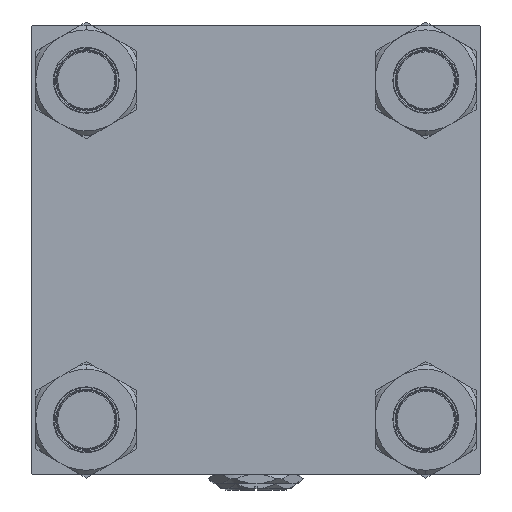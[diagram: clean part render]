
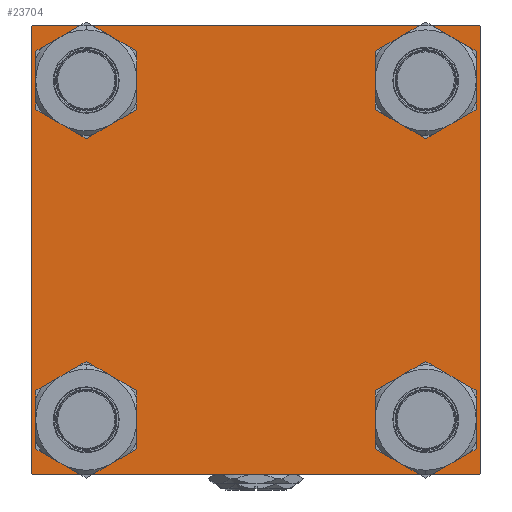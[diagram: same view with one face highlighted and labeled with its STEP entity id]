
A CAD part, left-side view. The second image highlights one B-rep face of the part: STEP entity #23704.
In plain terms, the highlighted planar face has unit normal (-1, 0, 0).
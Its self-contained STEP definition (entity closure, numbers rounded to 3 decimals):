
#375 = CARTESIAN_POINT ( 'NONE',  ( 0., 77.45, 63.45 ) ) ;
#1321 = VERTEX_POINT ( 'NONE', #11919 ) ;
#1376 = FACE_BOUND ( 'NONE', #27079, .T. ) ;
#1610 = ORIENTED_EDGE ( 'NONE', *, *, #23369, .F. ) ;
#2516 = DIRECTION ( 'NONE',  ( 0., 0.707, -0.707 ) ) ;
#3652 = VECTOR ( 'NONE', #2516, 1000. ) ;
#4682 = CARTESIAN_POINT ( 'NONE',  ( 0., 102.25, -102.25 ) ) ;
#5221 = CIRCLE ( 'NONE', #12056, 14. ) ;
#5607 = DIRECTION ( 'NONE',  ( 1., 0., 0. ) ) ;
#5632 = CIRCLE ( 'NONE', #26975, 14. ) ;
#5864 = DIRECTION ( 'NONE',  ( 0., 0., 1. ) ) ;
#5919 = VECTOR ( 'NONE', #20979, 1000. ) ;
#6842 = DIRECTION ( 'NONE',  ( 0., 0., 1. ) ) ;
#6892 = DIRECTION ( 'NONE',  ( 0., -1., 0. ) ) ;
#6939 = ORIENTED_EDGE ( 'NONE', *, *, #11969, .T. ) ;
#6955 = CIRCLE ( 'NONE', #12132, 14. ) ;
#7074 = CARTESIAN_POINT ( 'NONE',  ( 0., 102., -102.5 ) ) ;
#7597 = DIRECTION ( 'NONE',  ( 1., 0., 0. ) ) ;
#9908 = VECTOR ( 'NONE', #17483, 1000. ) ;
#10435 = CARTESIAN_POINT ( 'NONE',  ( 0., 77.45, -77.45 ) ) ;
#10651 = CARTESIAN_POINT ( 'NONE',  ( 0., 102.5, -102. ) ) ;
#11919 = CARTESIAN_POINT ( 'NONE',  ( 0., -77.45, 63.45 ) ) ;
#11969 = EDGE_CURVE ( 'NONE', #33132, #26656, #26087, .T. ) ;
#12056 = AXIS2_PLACEMENT_3D ( 'NONE', #44881, #20456, #42374 ) ;
#12132 = AXIS2_PLACEMENT_3D ( 'NONE', #39577, #19192, #15994 ) ;
#12427 = EDGE_LOOP ( 'NONE', ( #39949, #52242 ) ) ;
#13754 = LINE ( 'NONE', #30879, #3652 ) ;
#14293 = EDGE_CURVE ( 'NONE', #52495, #34582, #6955, .T. ) ;
#14445 = CARTESIAN_POINT ( 'NONE',  ( 0., 77.45, -63.45 ) ) ;
#14467 = ORIENTED_EDGE ( 'NONE', *, *, #42010, .T. ) ;
#14539 = VERTEX_POINT ( 'NONE', #44614 ) ;
#15543 = CARTESIAN_POINT ( 'NONE',  ( 0., 77.45, 91.45 ) ) ;
#15994 = DIRECTION ( 'NONE',  ( 0., 0., 1. ) ) ;
#16066 = CARTESIAN_POINT ( 'NONE',  ( 0., 77.45, -91.45 ) ) ;
#16183 = EDGE_LOOP ( 'NONE', ( #23553, #17577, #47797, #36279, #1610, #49081, #52732, #20243 ) ) ;
#16333 = VERTEX_POINT ( 'NONE', #32758 ) ;
#17178 = VERTEX_POINT ( 'NONE', #34045 ) ;
#17280 = LINE ( 'NONE', #25565, #30722 ) ;
#17414 = PLANE ( 'NONE',  #44878 ) ;
#17483 = DIRECTION ( 'NONE',  ( 0., 0., -1. ) ) ;
#17577 = ORIENTED_EDGE ( 'NONE', *, *, #39000, .T. ) ;
#17704 = VERTEX_POINT ( 'NONE', #45676 ) ;
#17778 = DIRECTION ( 'NONE',  ( 0., 0., -1. ) ) ;
#17944 = DIRECTION ( 'NONE',  ( 0., 0., 1. ) ) ;
#18093 = DIRECTION ( 'NONE',  ( 1., 0., 0. ) ) ;
#18559 = VECTOR ( 'NONE', #52828, 1000. ) ;
#19192 = DIRECTION ( 'NONE',  ( 1., 0., 0. ) ) ;
#20084 = AXIS2_PLACEMENT_3D ( 'NONE', #10435, #52206, #26758 ) ;
#20179 = VERTEX_POINT ( 'NONE', #24044 ) ;
#20243 = ORIENTED_EDGE ( 'NONE', *, *, #51162, .T. ) ;
#20456 = DIRECTION ( 'NONE',  ( 1., 0., 0. ) ) ;
#20979 = DIRECTION ( 'NONE',  ( 0., -0.707, -0.707 ) ) ;
#21406 = DIRECTION ( 'NONE',  ( -1., 0., 0. ) ) ;
#21784 = CARTESIAN_POINT ( 'NONE',  ( 0., 102.5, 102.5 ) ) ;
#22196 = FACE_BOUND ( 'NONE', #26912, .T. ) ;
#23223 = VERTEX_POINT ( 'NONE', #7074 ) ;
#23224 = VERTEX_POINT ( 'NONE', #23381 ) ;
#23369 = EDGE_CURVE ( 'NONE', #17178, #20179, #26035, .T. ) ;
#23381 = CARTESIAN_POINT ( 'NONE',  ( 0., -77.45, 91.45 ) ) ;
#23553 = ORIENTED_EDGE ( 'NONE', *, *, #51882, .T. ) ;
#23556 = CIRCLE ( 'NONE', #27860, 14. ) ;
#23577 = EDGE_CURVE ( 'NONE', #23224, #1321, #5632, .T. ) ;
#23704 = ADVANCED_FACE ( 'NONE', ( #34283, #22196, #1376, #29482, #50647 ), #17414, .T. ) ;
#23904 = CARTESIAN_POINT ( 'NONE',  ( 0., -77.45, -77.45 ) ) ;
#24044 = CARTESIAN_POINT ( 'NONE',  ( 0., -102.5, -102. ) ) ;
#25073 = VECTOR ( 'NONE', #17778, 1000. ) ;
#25345 = VERTEX_POINT ( 'NONE', #30323 ) ;
#25526 = LINE ( 'NONE', #4682, #5919 ) ;
#25565 = CARTESIAN_POINT ( 'NONE',  ( 0., -102.25, -102.25 ) ) ;
#25632 = DIRECTION ( 'NONE',  ( 0., 0., 1. ) ) ;
#25685 = CIRCLE ( 'NONE', #32554, 14. ) ;
#26035 = LINE ( 'NONE', #46951, #9908 ) ;
#26087 = CIRCLE ( 'NONE', #32952, 14. ) ;
#26616 = EDGE_CURVE ( 'NONE', #26656, #33132, #45787, .T. ) ;
#26656 = VERTEX_POINT ( 'NONE', #14445 ) ;
#26758 = DIRECTION ( 'NONE',  ( 0., 0., 1. ) ) ;
#26912 = EDGE_LOOP ( 'NONE', ( #14467, #37391 ) ) ;
#26975 = AXIS2_PLACEMENT_3D ( 'NONE', #51765, #43719, #39694 ) ;
#27079 = EDGE_LOOP ( 'NONE', ( #42461, #6939 ) ) ;
#27286 = CARTESIAN_POINT ( 'NONE',  ( 0., -77.45, -91.45 ) ) ;
#27860 = AXIS2_PLACEMENT_3D ( 'NONE', #34780, #5607, #5864 ) ;
#28019 = EDGE_CURVE ( 'NONE', #1321, #23224, #23556, .T. ) ;
#29482 = FACE_BOUND ( 'NONE', #12427, .T. ) ;
#29878 = LINE ( 'NONE', #46512, #42043 ) ;
#30006 = CARTESIAN_POINT ( 'NONE',  ( 0., -77.45, -63.45 ) ) ;
#30323 = CARTESIAN_POINT ( 'NONE',  ( 0., 102.5, 102. ) ) ;
#30722 = VECTOR ( 'NONE', #49988, 1000. ) ;
#30879 = CARTESIAN_POINT ( 'NONE',  ( 0., 102.25, 102.25 ) ) ;
#31007 = VERTEX_POINT ( 'NONE', #30006 ) ;
#31267 = LINE ( 'NONE', #35552, #44576 ) ;
#31944 = EDGE_CURVE ( 'NONE', #17704, #14539, #40512, .T. ) ;
#32554 = AXIS2_PLACEMENT_3D ( 'NONE', #23904, #7597, #40286 ) ;
#32758 = CARTESIAN_POINT ( 'NONE',  ( 0., -102., -102.5 ) ) ;
#32952 = AXIS2_PLACEMENT_3D ( 'NONE', #47347, #51361, #25632 ) ;
#33132 = VERTEX_POINT ( 'NONE', #16066 ) ;
#34045 = CARTESIAN_POINT ( 'NONE',  ( 0., -102.5, 102. ) ) ;
#34283 = FACE_BOUND ( 'NONE', #35368, .T. ) ;
#34582 = VERTEX_POINT ( 'NONE', #375 ) ;
#34780 = CARTESIAN_POINT ( 'NONE',  ( 0., -77.45, 77.45 ) ) ;
#35276 = EDGE_CURVE ( 'NONE', #16333, #20179, #17280, .T. ) ;
#35368 = EDGE_LOOP ( 'NONE', ( #39153, #36218 ) ) ;
#35552 = CARTESIAN_POINT ( 'NONE',  ( 0., 102.5, -102.5 ) ) ;
#36218 = ORIENTED_EDGE ( 'NONE', *, *, #28019, .T. ) ;
#36279 = ORIENTED_EDGE ( 'NONE', *, *, #35276, .T. ) ;
#37103 = LINE ( 'NONE', #21784, #25073 ) ;
#37391 = ORIENTED_EDGE ( 'NONE', *, *, #50882, .T. ) ;
#37782 = CARTESIAN_POINT ( 'NONE',  ( 0., 0., 0. ) ) ;
#39000 = EDGE_CURVE ( 'NONE', #48449, #23223, #25526, .T. ) ;
#39153 = ORIENTED_EDGE ( 'NONE', *, *, #23577, .T. ) ;
#39577 = CARTESIAN_POINT ( 'NONE',  ( 0., 77.45, 77.45 ) ) ;
#39694 = DIRECTION ( 'NONE',  ( 0., 0., 1. ) ) ;
#39949 = ORIENTED_EDGE ( 'NONE', *, *, #14293, .T. ) ;
#40286 = DIRECTION ( 'NONE',  ( 0., 0., 1. ) ) ;
#40512 = LINE ( 'NONE', #44805, #18559 ) ;
#42010 = EDGE_CURVE ( 'NONE', #31007, #47334, #25685, .T. ) ;
#42043 = VECTOR ( 'NONE', #46237, 1000. ) ;
#42374 = DIRECTION ( 'NONE',  ( 0., 0., 1. ) ) ;
#42461 = ORIENTED_EDGE ( 'NONE', *, *, #26616, .T. ) ;
#43719 = DIRECTION ( 'NONE',  ( 1., 0., 0. ) ) ;
#43870 = CIRCLE ( 'NONE', #45565, 14. ) ;
#44576 = VECTOR ( 'NONE', #6892, 1000. ) ;
#44614 = CARTESIAN_POINT ( 'NONE',  ( 0., -102., 102.5 ) ) ;
#44805 = CARTESIAN_POINT ( 'NONE',  ( 0., 102.5, 102.5 ) ) ;
#44878 = AXIS2_PLACEMENT_3D ( 'NONE', #37782, #21406, #17944 ) ;
#44881 = CARTESIAN_POINT ( 'NONE',  ( 0., 77.45, 77.45 ) ) ;
#45565 = AXIS2_PLACEMENT_3D ( 'NONE', #47571, #18093, #6842 ) ;
#45676 = CARTESIAN_POINT ( 'NONE',  ( 0., 102., 102.5 ) ) ;
#45787 = CIRCLE ( 'NONE', #20084, 14. ) ;
#46237 = DIRECTION ( 'NONE',  ( 0., 0.707, 0.707 ) ) ;
#46495 = EDGE_CURVE ( 'NONE', #23223, #16333, #31267, .T. ) ;
#46512 = CARTESIAN_POINT ( 'NONE',  ( 0., -102.25, 102.25 ) ) ;
#46951 = CARTESIAN_POINT ( 'NONE',  ( 0., -102.5, 102.5 ) ) ;
#47029 = EDGE_CURVE ( 'NONE', #34582, #52495, #5221, .T. ) ;
#47334 = VERTEX_POINT ( 'NONE', #27286 ) ;
#47347 = CARTESIAN_POINT ( 'NONE',  ( 0., 77.45, -77.45 ) ) ;
#47571 = CARTESIAN_POINT ( 'NONE',  ( 0., -77.45, -77.45 ) ) ;
#47797 = ORIENTED_EDGE ( 'NONE', *, *, #46495, .T. ) ;
#47860 = EDGE_CURVE ( 'NONE', #17178, #14539, #29878, .T. ) ;
#48449 = VERTEX_POINT ( 'NONE', #10651 ) ;
#49081 = ORIENTED_EDGE ( 'NONE', *, *, #47860, .T. ) ;
#49988 = DIRECTION ( 'NONE',  ( 0., -0.707, 0.707 ) ) ;
#50647 = FACE_OUTER_BOUND ( 'NONE', #16183, .T. ) ;
#50882 = EDGE_CURVE ( 'NONE', #47334, #31007, #43870, .T. ) ;
#51162 = EDGE_CURVE ( 'NONE', #17704, #25345, #13754, .T. ) ;
#51361 = DIRECTION ( 'NONE',  ( 1., 0., 0. ) ) ;
#51765 = CARTESIAN_POINT ( 'NONE',  ( 0., -77.45, 77.45 ) ) ;
#51882 = EDGE_CURVE ( 'NONE', #25345, #48449, #37103, .T. ) ;
#52206 = DIRECTION ( 'NONE',  ( 1., 0., 0. ) ) ;
#52242 = ORIENTED_EDGE ( 'NONE', *, *, #47029, .T. ) ;
#52495 = VERTEX_POINT ( 'NONE', #15543 ) ;
#52732 = ORIENTED_EDGE ( 'NONE', *, *, #31944, .F. ) ;
#52828 = DIRECTION ( 'NONE',  ( 0., -1., 0. ) ) ;
